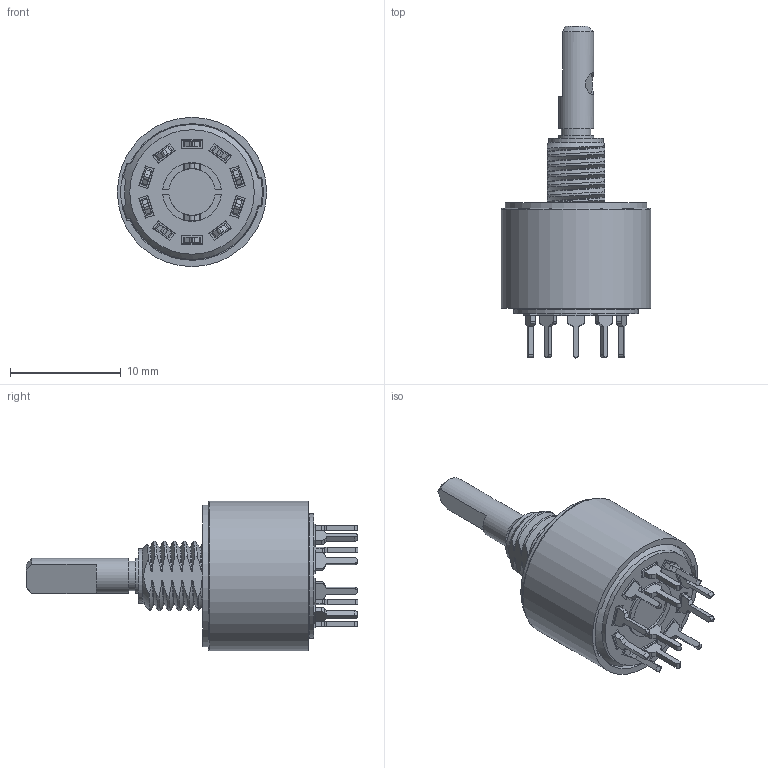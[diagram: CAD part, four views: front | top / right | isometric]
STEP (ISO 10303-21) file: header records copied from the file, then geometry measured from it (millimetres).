
FILE_DESCRIPTION( ( 'STEP AP214' ), '1' );
FILE_NAME( 'MB04L1NCGD.stp', '2021-04-18T01:28:57', ( 'License CC BY-ND 4.0' ), ( 'CADENAS' ), ' ', 'PARTsolutions', ' ' );
FILE_SCHEMA( ( 'AUTOMOTIVE_DESIGN { 1 0 10303 214 1 1 1 1 }' ) );
Length unit declared in the file: inch
Products named in the file (2): MB04L1NCGD; 1
Assembly tree (1 placements, depth 2):
  MB04L1NCGD
    1
Bounding box: 13.49 x 30 x 13.49 mm (x, y, z)
Volume: 1064.5 mm3; surface area: 2230.6 mm2
Topology: 1 solids, 3 shells, 596 faces, 1772 edges, 1170 vertices
Faces by surface type: plane 341, cylinder 190, bspline 42, sphere 10, cone 9, torus 4
Full cylindrical faces by diameter (mm): 0.813 x2, 1.321 x12, 1.524 x1, 2.667 x1, 3.175 x2, 3.251 x1, 4.394 x1, 4.889 x1, 5.461 x1, 6.35 x1, 10.668 x1, 11.252 x1, 12.763 x1, 13.487 x1
Entity records: 22313 total; most frequent: CARTESIAN_POINT 6859, ORIENTED_EDGE 3370, DIRECTION 2915, EDGE_CURVE 1685, VERTEX_POINT 1134, LINE 1093, VECTOR 1093, AXIS2_PLACEMENT_3D 911
